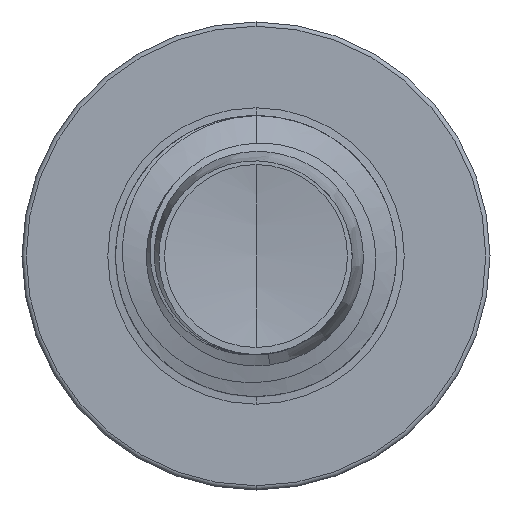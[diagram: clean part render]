
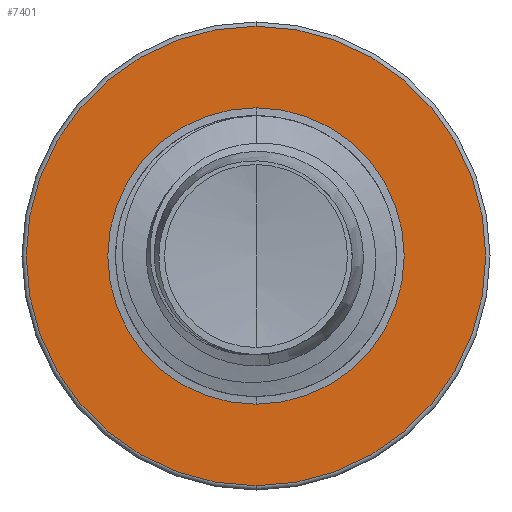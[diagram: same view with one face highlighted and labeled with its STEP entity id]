
A CAD part, front view. The second image highlights one B-rep face of the part: STEP entity #7401.
In plain terms, the highlighted planar face has unit normal (0, -1, 0).
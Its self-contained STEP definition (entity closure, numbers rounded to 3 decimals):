
#219 = AXIS2_PLACEMENT_3D ( 'NONE', #12062, #4396, #13192 ) ;
#1081 = EDGE_LOOP ( 'NONE', ( #3877, #15522 ) ) ;
#1379 = CARTESIAN_POINT ( 'NONE',  ( 0., 7.5, 2.375 ) ) ;
#1608 = CIRCLE ( 'NONE', #14767, 3.683 ) ;
#1614 = VERTEX_POINT ( 'NONE', #1379 ) ;
#2492 = DIRECTION ( 'NONE',  ( 0., 1., 0. ) ) ;
#3809 = CARTESIAN_POINT ( 'NONE',  ( 0., 7.5, -2.375 ) ) ;
#3877 = ORIENTED_EDGE ( 'NONE', *, *, #13741, .T. ) ;
#4033 = VERTEX_POINT ( 'NONE', #9428 ) ;
#4221 = ORIENTED_EDGE ( 'NONE', *, *, #7069, .F. ) ;
#4396 = DIRECTION ( 'NONE',  ( 0., 1., 0. ) ) ;
#4677 = EDGE_CURVE ( 'NONE', #4033, #13961, #12905, .T. ) ;
#4947 = DIRECTION ( 'NONE',  ( 0., 1., 0. ) ) ;
#5146 = CARTESIAN_POINT ( 'NONE',  ( 0., 7.5, -2.375 ) ) ;
#5256 = ORIENTED_EDGE ( 'NONE', *, *, #4677, .F. ) ;
#5333 = AXIS2_PLACEMENT_3D ( 'NONE', #5737, #14213, #7159 ) ;
#5737 = CARTESIAN_POINT ( 'NONE',  ( 0., 7.5, 0. ) ) ;
#7069 = EDGE_CURVE ( 'NONE', #13961, #4033, #1608, .T. ) ;
#7159 = DIRECTION ( 'NONE',  ( 0., 0., 1. ) ) ;
#7305 = VERTEX_POINT ( 'NONE', #5146 ) ;
#7401 = ADVANCED_FACE ( 'NONE', ( #8472, #14596 ), #10401, .F. ) ;
#7510 = DIRECTION ( 'NONE',  ( 0., 0., 1. ) ) ;
#7517 = DIRECTION ( 'NONE',  ( 0., 1., 0. ) ) ;
#7539 = CARTESIAN_POINT ( 'NONE',  ( 0., 7.5, 0. ) ) ;
#8472 = FACE_OUTER_BOUND ( 'NONE', #11694, .T. ) ;
#9428 = CARTESIAN_POINT ( 'NONE',  ( 0., 7.5, 3.683 ) ) ;
#10401 = PLANE ( 'NONE',  #15245 ) ;
#11594 = DIRECTION ( 'NONE',  ( 0., 0., 1. ) ) ;
#11694 = EDGE_LOOP ( 'NONE', ( #5256, #4221 ) ) ;
#11985 = CIRCLE ( 'NONE', #5333, 2.375 ) ;
#12032 = CARTESIAN_POINT ( 'NONE',  ( 0., 7.5, -3.682 ) ) ;
#12062 = CARTESIAN_POINT ( 'NONE',  ( 0., 7.5, 0. ) ) ;
#12509 = CIRCLE ( 'NONE', #219, 2.375 ) ;
#12510 = CARTESIAN_POINT ( 'NONE',  ( 0., 7.5, 0. ) ) ;
#12905 = CIRCLE ( 'NONE', #15057, 3.683 ) ;
#13192 = DIRECTION ( 'NONE',  ( 0., 0., 1. ) ) ;
#13626 = DIRECTION ( 'NONE',  ( 0., 0., 1. ) ) ;
#13741 = EDGE_CURVE ( 'NONE', #1614, #7305, #11985, .T. ) ;
#13961 = VERTEX_POINT ( 'NONE', #12032 ) ;
#14213 = DIRECTION ( 'NONE',  ( 0., 1., 0. ) ) ;
#14596 = FACE_BOUND ( 'NONE', #1081, .T. ) ;
#14767 = AXIS2_PLACEMENT_3D ( 'NONE', #12510, #4947, #13626 ) ;
#15034 = EDGE_CURVE ( 'NONE', #7305, #1614, #12509, .T. ) ;
#15057 = AXIS2_PLACEMENT_3D ( 'NONE', #7539, #7517, #7510 ) ;
#15245 = AXIS2_PLACEMENT_3D ( 'NONE', #3809, #2492, #11594 ) ;
#15522 = ORIENTED_EDGE ( 'NONE', *, *, #15034, .T. ) ;
